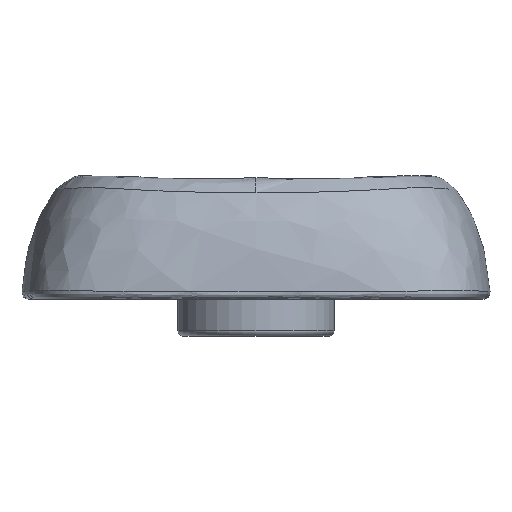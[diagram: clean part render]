
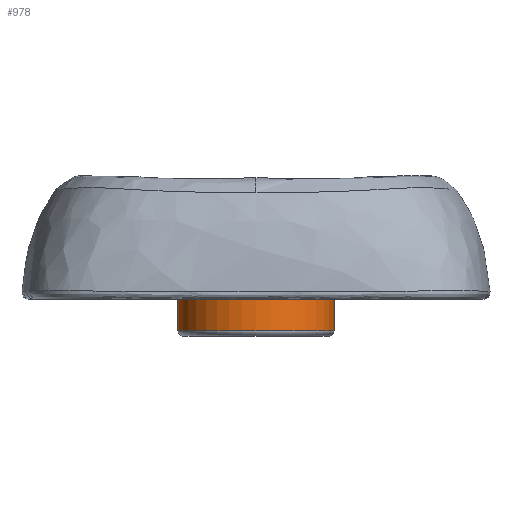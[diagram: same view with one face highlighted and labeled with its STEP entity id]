
A CAD part, left-side view. The second image highlights one B-rep face of the part: STEP entity #978.
In plain terms, the highlighted cylindrical face has radius 2.75 mm (diameter 5.5 mm), a full revolution.
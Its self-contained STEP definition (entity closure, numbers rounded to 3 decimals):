
#136=FACE_OUTER_BOUND('',#188,.T.);
#188=EDGE_LOOP('',(#744,#745,#746,#747));
#243=CIRCLE('',#1055,2.75);
#244=CIRCLE('',#1057,2.75);
#296=LINE('',#1473,#350);
#350=VECTOR('',#1230,2.75);
#407=VERTEX_POINT('',#1468);
#408=VERTEX_POINT('',#1472);
#540=EDGE_CURVE('',#407,#407,#243,.T.);
#541=EDGE_CURVE('',#407,#408,#296,.T.);
#542=EDGE_CURVE('',#408,#408,#244,.T.);
#744=ORIENTED_EDGE('',*,*,#540,.F.);
#745=ORIENTED_EDGE('',*,*,#541,.T.);
#746=ORIENTED_EDGE('',*,*,#542,.F.);
#747=ORIENTED_EDGE('',*,*,#541,.F.);
#949=CYLINDRICAL_SURFACE('',#1056,2.75);
#978=ADVANCED_FACE('',(#136),#949,.T.);
#1055=AXIS2_PLACEMENT_3D('',#1470,#1226,#1227);
#1056=AXIS2_PLACEMENT_3D('',#1471,#1228,#1229);
#1057=AXIS2_PLACEMENT_3D('',#1474,#1231,#1232);
#1226=DIRECTION('center_axis',(0.,0.,
-1.));
#1227=DIRECTION('ref_axis',(1.,0.,0.));
#1228=DIRECTION('center_axis',(0.,0.,
-1.));
#1229=DIRECTION('ref_axis',(1.,0.,0.));
#1230=DIRECTION('',(0.,0.,1.));
#1231=DIRECTION('center_axis',(0.,0.,
1.));
#1232=DIRECTION('ref_axis',(1.,0.,0.));
#1468=CARTESIAN_POINT('',(-2.753,0.,0.2));
#1470=CARTESIAN_POINT('Origin',(-0.003,0.,
0.2));
#1471=CARTESIAN_POINT('Origin',(-0.003,0.,
3.3));
#1472=CARTESIAN_POINT('',(-2.753,0.,3.05));
#1473=CARTESIAN_POINT('',(-2.753,0.,3.3));
#1474=CARTESIAN_POINT('Origin',(-0.003,0.,
3.05));
